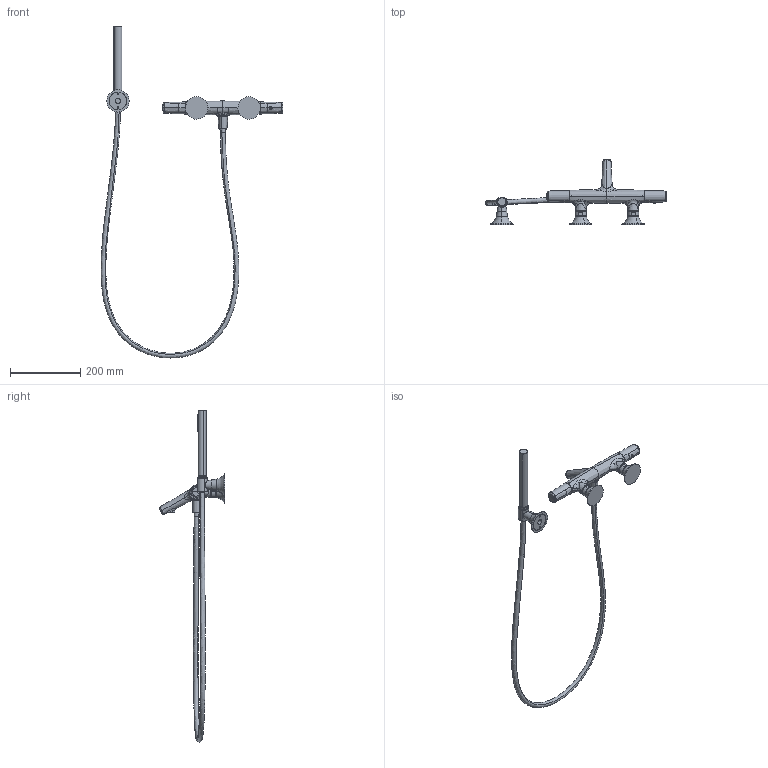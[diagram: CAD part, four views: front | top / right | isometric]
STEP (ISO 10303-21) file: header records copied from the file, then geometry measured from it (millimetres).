
FILE_DESCRIPTION(('CATIA V5 STEP Exchange'),'2;1');
FILE_NAME('VI D2101 0 ThermoVasca con supporto.stp','2018-11-19T09:30:55+00:00',('none'),('none'),'Version 5-6 Release 2013','CATIA V5 STEP AP203','none');
FILE_SCHEMA(('CONFIG_CONTROL_DESIGN'));
Products named in the file (1): VI D2101 0
Bounding box: 519.79 x 187.48 x 948.38 mm (x, y, z)
Volume: 960784.9 mm3; surface area: 195707.5 mm2
Topology: 3 solids, 22 shells, 955 faces, 2144 edges, 1344 vertices
Faces by surface type: cylinder 365, plane 234, bspline 150, cone 91, torus 73, sphere 25, revolution 17
Entity records: 44106 total; most frequent: CARTESIAN_POINT 26365, ORIENTED_EDGE 4206, DIRECTION 2264, EDGE_CURVE 2106, VERTEX_POINT 1344, AXIS2_PLACEMENT_3D 1308, EDGE_LOOP 1113, ADVANCED_FACE 955
